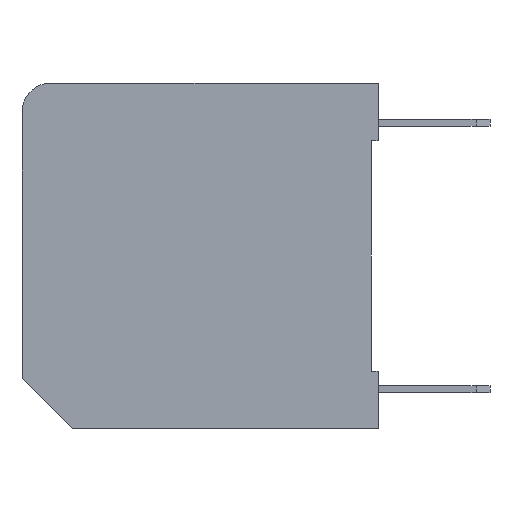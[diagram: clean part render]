
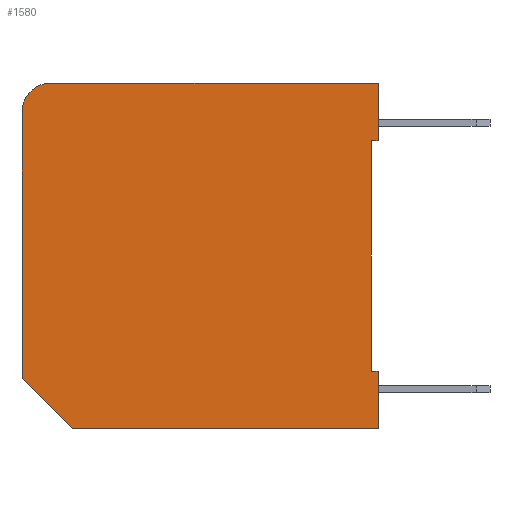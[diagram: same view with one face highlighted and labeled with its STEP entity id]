
A CAD part, left-side view. The second image highlights one B-rep face of the part: STEP entity #1580.
In plain terms, the highlighted planar face has unit normal (-1, 0, 0).
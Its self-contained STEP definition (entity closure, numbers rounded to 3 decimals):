
#145 = ORIENTED_EDGE ( 'NONE', *, *, #4623, .T. ) ;
#157 = CARTESIAN_POINT ( 'NONE',  ( 0., 8.55, -9.9 ) ) ;
#376 = ORIENTED_EDGE ( 'NONE', *, *, #1590, .F. ) ;
#389 = EDGE_CURVE ( 'E294', #612, #2690, #3607, .T. ) ;
#513 = DIRECTION ( 'NONE',  ( 0., 0.707, 0.707 ) ) ;
#534 = CARTESIAN_POINT ( 'NONE',  ( 0., 10., -8.45 ) ) ;
#563 = VERTEX_POINT ( 'NONE', #1266 ) ;
#571 = EDGE_CURVE ( 'E4081', #2993, #2300, #3619, .T. ) ;
#602 = CARTESIAN_POINT ( 'NONE',  ( 0., 10., -0.825 ) ) ;
#612 = VERTEX_POINT ( 'NONE', #938 ) ;
#657 = CARTESIAN_POINT ( 'NONE',  ( 0., 0., -1.65 ) ) ;
#662 = VECTOR ( 'NONE', #513, 1000. ) ;
#734 = VERTEX_POINT ( 'NONE', #3752 ) ;
#817 = VECTOR ( 'NONE', #3082, 1000. ) ;
#838 = CARTESIAN_POINT ( 'NONE',  ( 0., 0., -1.65 ) ) ;
#891 = ORIENTED_EDGE ( 'NONE', *, *, #1432, .F. ) ;
#938 = CARTESIAN_POINT ( 'NONE',  ( 0., 0., -1.65 ) ) ;
#962 = VECTOR ( 'NONE', #3778, 1000. ) ;
#1088 = LINE ( 'NONE', #3932, #4200 ) ;
#1154 = CARTESIAN_POINT ( 'NONE',  ( 0., 9.175, 0. ) ) ;
#1266 = CARTESIAN_POINT ( 'NONE',  ( 0., 9.175, 0. ) ) ;
#1291 = EDGE_CURVE ( 'E278', #5013, #2690, #4326, .T. ) ;
#1305 = CARTESIAN_POINT ( 'NONE',  ( 0., -0.2, -1.65 ) ) ;
#1432 = EDGE_CURVE ( 'E4053', #4213, #2993, #2191, .T. ) ;
#1495 = ORIENTED_EDGE ( 'NONE', *, *, #3100, .F. ) ;
#1575 = FACE_OUTER_BOUND ( 'NONE', #2247, .T. ) ;
#1580 = ADVANCED_FACE ( 'E4306', ( #1575 ), #4843, .F. ) ;
#1590 = EDGE_CURVE ( 'E3904', #612, #734, #4064, .T. ) ;
#1601 = DIRECTION ( 'NONE',  ( 0., 1., 0. ) ) ;
#1611 = ORIENTED_EDGE ( 'NONE', *, *, #1888, .F. ) ;
#1663 = VECTOR ( 'NONE', #4782, 1000. ) ;
#1665 = CARTESIAN_POINT ( 'NONE',  ( 0., 9.175, -0.825 ) ) ;
#1704 = VECTOR ( 'NONE', #1796, 1000. ) ;
#1796 = DIRECTION ( 'NONE',  ( 0., 1., 0. ) ) ;
#1831 = ORIENTED_EDGE ( 'NONE', *, *, #1291, .F. ) ;
#1851 = CARTESIAN_POINT ( 'NONE',  ( 0., -0.2, 0. ) ) ;
#1873 = VERTEX_POINT ( 'NONE', #2823 ) ;
#1888 = EDGE_CURVE ( 'E4147', #2300, #3074, #2617, .T. ) ;
#1958 = LINE ( 'NONE', #1154, #817 ) ;
#2052 = DIRECTION ( 'NONE',  ( 0., 0., -1. ) ) ;
#2055 = DIRECTION ( 'NONE',  ( 0., 0., 1. ) ) ;
#2096 = EDGE_CURVE ( 'E4002', #1873, #4213, #2941, .T. ) ;
#2099 = CARTESIAN_POINT ( 'NONE',  ( 0., -0.2, 0. ) ) ;
#2184 = DIRECTION ( 'NONE',  ( 1., 0., 0. ) ) ;
#2191 = LINE ( 'NONE', #2526, #1704 ) ;
#2247 = EDGE_LOOP ( 'NONE', ( #4096, #1495, #1611, #4911, #891, #3589, #145, #376, #4630, #1831 ) ) ;
#2300 = VERTEX_POINT ( 'NONE', #534 ) ;
#2526 = CARTESIAN_POINT ( 'NONE',  ( 0., -0.2, -9.9 ) ) ;
#2551 = EDGE_CURVE ( 'E171', #563, #5013, #1958, .T. ) ;
#2617 = LINE ( 'NONE', #4000, #3891 ) ;
#2690 = VERTEX_POINT ( 'NONE', #1305 ) ;
#2720 = VECTOR ( 'NONE', #5014, 1000. ) ;
#2823 = CARTESIAN_POINT ( 'NONE',  ( 0., -0.2, -8.25 ) ) ;
#2941 = LINE ( 'NONE', #4196, #3476 ) ;
#2993 = VERTEX_POINT ( 'NONE', #3539 ) ;
#3074 = VERTEX_POINT ( 'NONE', #602 ) ;
#3082 = DIRECTION ( 'NONE',  ( 0., -1., 0. ) ) ;
#3100 = EDGE_CURVE ( 'E11', #3074, #563, #3856, .T. ) ;
#3138 = AXIS2_PLACEMENT_3D ( 'NONE', #4545, #2184, #4939 ) ;
#3223 = CARTESIAN_POINT ( 'NONE',  ( 0., -0.2, -9.9 ) ) ;
#3476 = VECTOR ( 'NONE', #5001, 1000. ) ;
#3539 = CARTESIAN_POINT ( 'NONE',  ( 0., 8.55, -9.9 ) ) ;
#3589 = ORIENTED_EDGE ( 'NONE', *, *, #2096, .F. ) ;
#3607 = LINE ( 'NONE', #838, #1663 ) ;
#3619 = LINE ( 'NONE', #157, #662 ) ;
#3752 = CARTESIAN_POINT ( 'NONE',  ( 0., 0., -8.25 ) ) ;
#3778 = DIRECTION ( 'NONE',  ( 0., 0., -1. ) ) ;
#3856 = CIRCLE ( 'NONE', #4048, 0.825 ) ;
#3891 = VECTOR ( 'NONE', #2055, 1000. ) ;
#3932 = CARTESIAN_POINT ( 'NONE',  ( 0., -0.2, -8.25 ) ) ;
#4000 = CARTESIAN_POINT ( 'NONE',  ( 0., 10., -8.45 ) ) ;
#4048 = AXIS2_PLACEMENT_3D ( 'NONE', #1665, #4410, #2052 ) ;
#4064 = LINE ( 'NONE', #657, #962 ) ;
#4096 = ORIENTED_EDGE ( 'NONE', *, *, #2551, .F. ) ;
#4196 = CARTESIAN_POINT ( 'NONE',  ( 0., -0.2, -8.25 ) ) ;
#4200 = VECTOR ( 'NONE', #1601, 1000. ) ;
#4213 = VERTEX_POINT ( 'NONE', #3223 ) ;
#4326 = LINE ( 'NONE', #1851, #2720 ) ;
#4410 = DIRECTION ( 'NONE',  ( 1., 0., 0. ) ) ;
#4545 = CARTESIAN_POINT ( 'NONE',  ( 0., 9.175, -0.825 ) ) ;
#4623 = EDGE_CURVE ( 'E3976', #1873, #734, #1088, .T. ) ;
#4630 = ORIENTED_EDGE ( 'NONE', *, *, #389, .T. ) ;
#4782 = DIRECTION ( 'NONE',  ( 0., -1., 0. ) ) ;
#4843 = PLANE ( 'NONE',  #3138 ) ;
#4911 = ORIENTED_EDGE ( 'NONE', *, *, #571, .F. ) ;
#4939 = DIRECTION ( 'NONE',  ( 0., 0., -1. ) ) ;
#5001 = DIRECTION ( 'NONE',  ( 0., 0., -1. ) ) ;
#5013 = VERTEX_POINT ( 'NONE', #2099 ) ;
#5014 = DIRECTION ( 'NONE',  ( 0., 0., -1. ) ) ;
